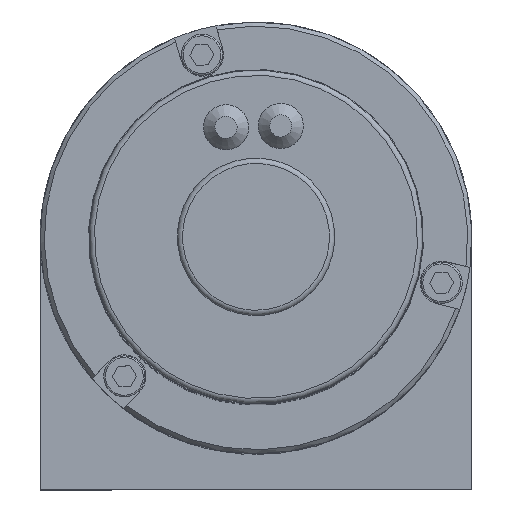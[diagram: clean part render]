
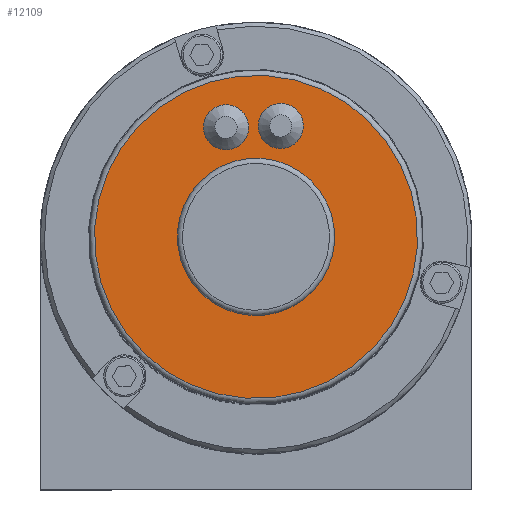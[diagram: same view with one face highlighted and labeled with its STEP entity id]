
A CAD part, top view. The second image highlights one B-rep face of the part: STEP entity #12109.
In plain terms, the highlighted face is planar.
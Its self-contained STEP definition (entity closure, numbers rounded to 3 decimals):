
#1858=PLANE('',#13822);
#2510=FACE_BOUND('',#4058,.T.);
#2511=FACE_BOUND('',#4059,.T.);
#2512=FACE_BOUND('',#4060,.T.);
#3187=FACE_OUTER_BOUND('',#4057,.T.);
#4057=EDGE_LOOP('',(#11307));
#4058=EDGE_LOOP('',(#11308));
#4059=EDGE_LOOP('',(#11309));
#4060=EDGE_LOOP('',(#11310));
#5067=CIRCLE('',#13819,30.877);
#5068=CIRCLE('',#13823,15.037);
#5069=CIRCLE('',#13824,4.318);
#5070=CIRCLE('',#13825,4.318);
#6246=VERTEX_POINT('',#22547);
#6248=VERTEX_POINT('',#22556);
#6249=VERTEX_POINT('',#22558);
#6250=VERTEX_POINT('',#22560);
#7943=EDGE_CURVE('',#6246,#6246,#5067,.T.);
#7947=EDGE_CURVE('',#6248,#6248,#5068,.T.);
#7948=EDGE_CURVE('',#6249,#6249,#5069,.T.);
#7949=EDGE_CURVE('',#6250,#6250,#5070,.T.);
#11307=ORIENTED_EDGE('',*,*,#7943,.T.);
#11308=ORIENTED_EDGE('',*,*,#7947,.F.);
#11309=ORIENTED_EDGE('',*,*,#7948,.F.);
#11310=ORIENTED_EDGE('',*,*,#7949,.F.);
#12109=ADVANCED_FACE('',(#3187,#2510,#2511,#2512),#1858,.T.);
#13819=AXIS2_PLACEMENT_3D('',#22548,#17805,#17806);
#13822=AXIS2_PLACEMENT_3D('',#22555,#17814,#17815);
#13823=AXIS2_PLACEMENT_3D('',#22557,#17816,#17817);
#13824=AXIS2_PLACEMENT_3D('',#22559,#17818,#17819);
#13825=AXIS2_PLACEMENT_3D('',#22561,#17820,#17821);
#17805=DIRECTION('center_axis',(0.,0.,-1.));
#17806=DIRECTION('ref_axis',(0.,1.,0.));
#17814=DIRECTION('center_axis',(0.,0.,
-1.));
#17815=DIRECTION('ref_axis',(0.,-1.,0.));
#17816=DIRECTION('center_axis',(0.,0.,
-1.));
#17817=DIRECTION('ref_axis',(-1.,0.,0.));
#17818=DIRECTION('center_axis',(0.,0.,
-1.));
#17819=DIRECTION('ref_axis',(-1.,0.,0.));
#17820=DIRECTION('center_axis',(0.,0.,
-1.));
#17821=DIRECTION('ref_axis',(-1.,0.,0.));
#22547=CARTESIAN_POINT('',(35.56,140.173,-95.555));
#22548=CARTESIAN_POINT('Origin',(35.56,109.296,-95.555));
#22555=CARTESIAN_POINT('Origin',(67.437,109.296,-95.555));
#22556=CARTESIAN_POINT('',(20.523,109.296,-95.555));
#22557=CARTESIAN_POINT('Origin',(35.56,109.296,-95.555));
#22558=CARTESIAN_POINT('',(42.449,127.903,-95.555));
#22559=CARTESIAN_POINT('Origin',(46.767,127.903,-95.555));
#22560=CARTESIAN_POINT('',(49.849,120.504,-95.555));
#22561=CARTESIAN_POINT('Origin',(54.167,120.504,-95.555));
